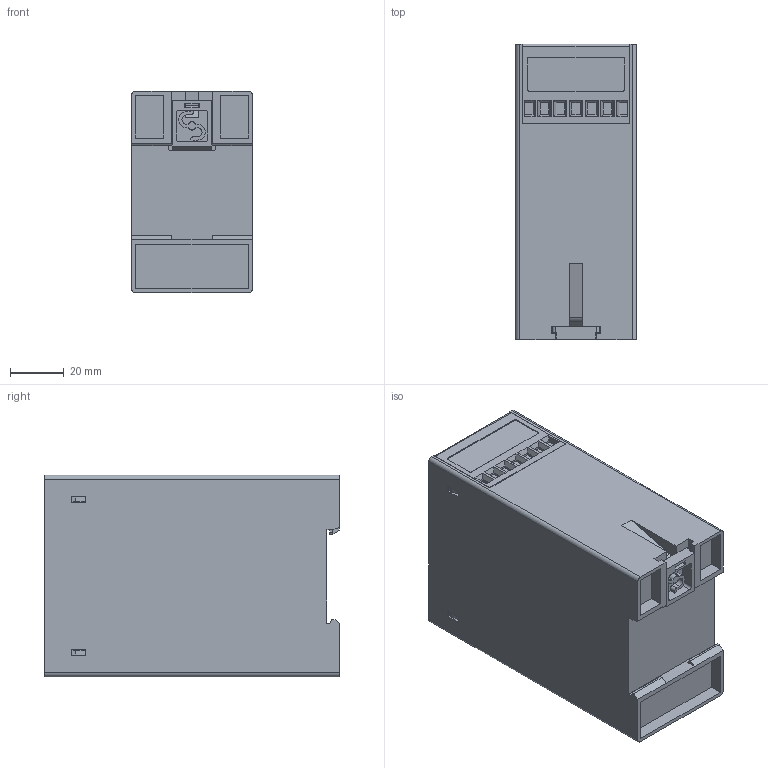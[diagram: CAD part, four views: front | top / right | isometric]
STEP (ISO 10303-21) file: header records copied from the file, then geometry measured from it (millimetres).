
FILE_DESCRIPTION((''),'2;1');
FILE_NAME('193982_ASM','2016-03-09T',('pdmadmin'),(''),'PRO/ENGINEER BY PARAMETRIC TECHNOLOGY CORPORATION, 2013230','PRO/ENGINEER BY PARAMETRIC TECHNOLOGY CORPORATION, 2013230','');
FILE_SCHEMA(('CONFIG_CONTROL_DESIGN'));
Length unit declared in the file: millimetre
Products named in the file (7): 44946; 44946_CLIP; 44946_ASM; 48976; 115045; 72050---AT-FM-2A_ASM; 193982_ASM
Assembly tree (7 placements, depth 4):
  193982_ASM
    72050---AT-FM-2A_ASM
      44946_ASM
        44946
        44946_CLIP
      48976  x2
      115045
Bounding box: 45 x 110 x 75 mm (x, y, z)
Volume: 103012 mm3; surface area: 74569.5 mm2
Topology: 5 solids, 5 shells, 516 faces, 1313 edges, 858 vertices
Faces by surface type: plane 413, cylinder 101, torus 2
Entity records: 10539 total; most frequent: CARTESIAN_POINT 1830, DIRECTION 1768, ORIENTED_EDGE 1768, EDGE_CURVE 884, VECTOR 714, LINE 714, VERTEX_POINT 580, AXIS2_PLACEMENT_3D 527
